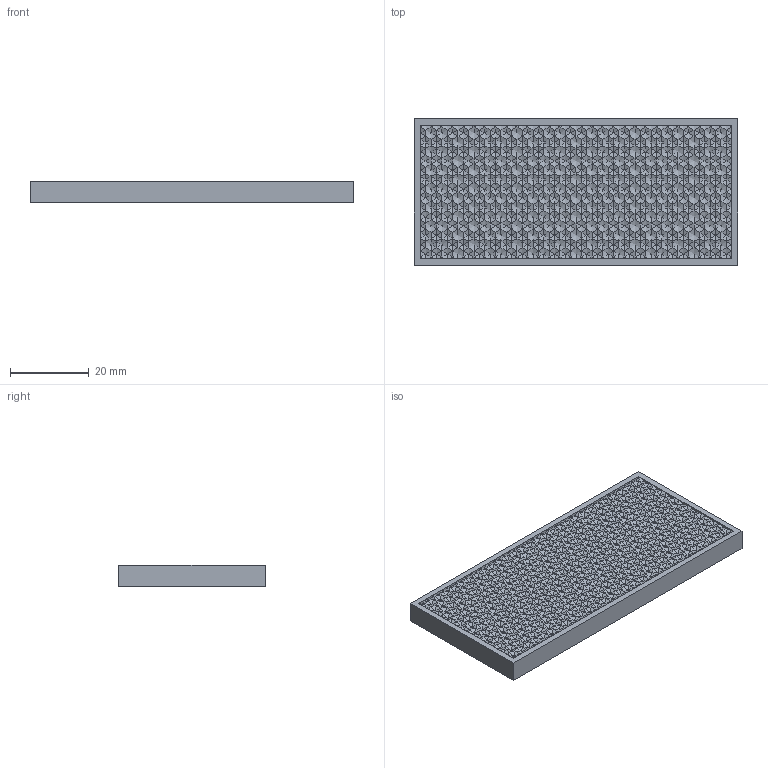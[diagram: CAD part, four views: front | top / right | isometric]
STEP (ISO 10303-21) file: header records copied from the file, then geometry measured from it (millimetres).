
FILE_DESCRIPTION(('Creo Elements/Direct Modeling STEP Export'),'2;1');
FILE_NAME('ER8.stp','2017-08-30T12:29:29',('Palle Edslev '),('EDSLEV A/S'),'Creo Elements/Direct Modeling STEP processor for AP214 (Solid Model)','Creo Elements/Direct Modeling 18.1H 24-Oct-2015 (C) Parametric Technology GmbH','');
FILE_SCHEMA(('AUTOMOTIVE_DESIGN { 1 0 10303 214 1 1 1 1 }'));
Length unit declared in the file: millimetre
Products named in the file (1): ER8
Bounding box: 82.1 x 37.1 x 5.4 mm (x, y, z)
Volume: 14932.2 mm3; surface area: 7676.3 mm2
Topology: 1 solids, 1 shells, 2625 faces, 4144 edges, 1523 vertices
Faces by surface type: plane 2625
Entity records: 53052 total; most frequent: DIRECTION 9384, ORIENTED_EDGE 8288, CARTESIAN_POINT 8285, EDGE_CURVE 4144, VECTOR 4140, LINE 4140, EDGE_LOOP 2627, FACE_OUTER_BOUND 2625
